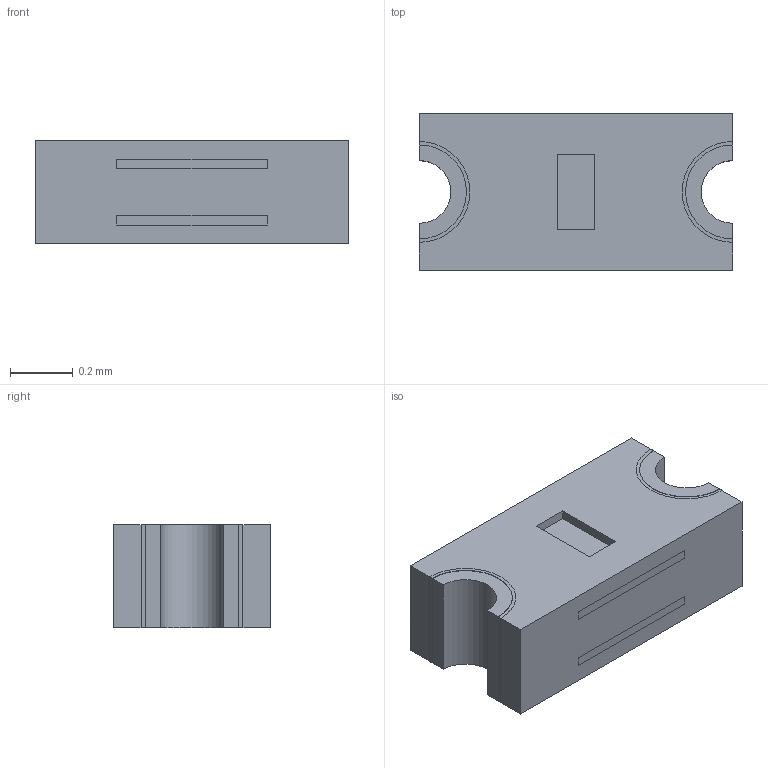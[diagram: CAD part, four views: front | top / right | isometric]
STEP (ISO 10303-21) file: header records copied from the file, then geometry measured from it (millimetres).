
FILE_DESCRIPTION (( 'STEP AP214' ), '1' );
FILE_NAME ('User Library-FUSE0402-1.STEP', '2021-09-12T07:52:11', ( '' ), ( '' ), 'SwSTEP 2.0', 'SolidWorks 2021', '' );
FILE_SCHEMA (( 'AUTOMOTIVE_DESIGN' ));
Length unit declared in the file: millimetre
Products named in the file (1): User Library-FUSE0402-1
Bounding box: 1 x 0.5 x 0.33 mm (x, y, z)
Volume: 0.2 mm3; surface area: 3.3 mm2
Topology: 5 solids, 5 shells, 47 faces, 112 edges, 80 vertices
Faces by surface type: plane 33, cylinder 14
Entity records: 1859 total; most frequent: CARTESIAN_POINT 240, DIRECTION 236, ORIENTED_EDGE 224, EDGE_CURVE 112, VECTOR 84, LINE 84, VERTEX_POINT 80, AXIS2_PLACEMENT_3D 76
